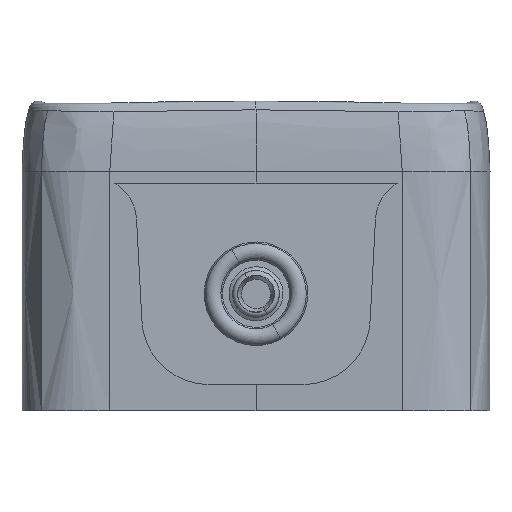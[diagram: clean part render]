
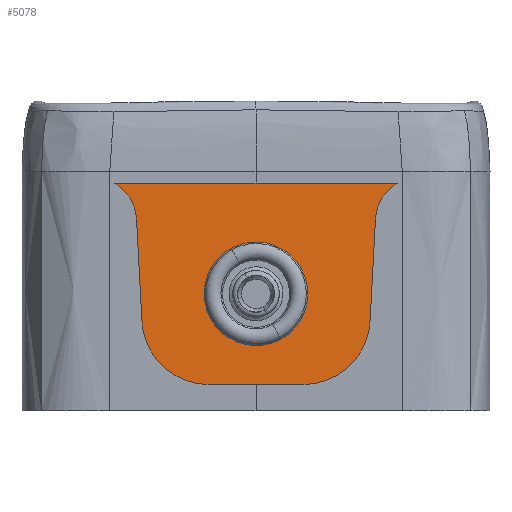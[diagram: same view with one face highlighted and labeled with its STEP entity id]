
A CAD part, front view. The second image highlights one B-rep face of the part: STEP entity #5078.
In plain terms, the highlighted planar face has unit normal (0, 1, -0.026).
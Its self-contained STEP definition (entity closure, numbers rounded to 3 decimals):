
#4963=AXIS2_PLACEMENT_3D('Plane Axis2P3D',#4960,#4961,#4962) ;
#5062=AXIS2_PLACEMENT_3D('Circle Axis2P3D',#5060,#5061,$) ;
#5071=AXIS2_PLACEMENT_3D('Circle Axis2P3D',#5069,#5070,$) ;
#680=CARTESIAN_POINT('Vertex',(0.,-40.,38.952)) ;
#683=CARTESIAN_POINT('Line Origine',(-12.086,-40.,38.952)) ;
#687=CARTESIAN_POINT('Vertex',(-24.172,-40.,38.952)) ;
#4960=CARTESIAN_POINT('Axis2P3D Location',(0.,-41.,0.764)) ;
#4966=CARTESIAN_POINT('Control Point',(24.172,-40.,38.952)) ;
#4967=CARTESIAN_POINT('Control Point',(23.416,-40.012,38.51)) ;
#4968=CARTESIAN_POINT('Control Point',(22.724,-40.026,37.96)) ;
#4969=CARTESIAN_POINT('Control Point',(22.116,-40.043,37.312)) ;
#4970=CARTESIAN_POINT('Control Point',(21.249,-40.076,36.067)) ;
#4971=CARTESIAN_POINT('Control Point',(20.714,-40.113,34.655)) ;
#4972=CARTESIAN_POINT('Control Point',(20.552,-40.129,34.045)) ;
#4973=CARTESIAN_POINT('Control Point',(20.455,-40.145,33.423)) ;
#4974=CARTESIAN_POINT('Control Point',(20.422,-40.161,32.797)) ;
#4975=CARTESIAN_POINT('Vertex',(24.172,-40.,38.952)) ;
#4977=CARTESIAN_POINT('Vertex',(20.422,-40.161,32.797)) ;
#4980=CARTESIAN_POINT('Line Origine',(19.966,-40.389,24.098)) ;
#4984=CARTESIAN_POINT('Vertex',(19.51,-40.617,15.398)) ;
#4988=CARTESIAN_POINT('Control Point',(8.026,-40.902,4.5)) ;
#4989=CARTESIAN_POINT('Control Point',(9.36,-40.902,4.5)) ;
#4990=CARTESIAN_POINT('Control Point',(10.694,-40.897,4.693)) ;
#4991=CARTESIAN_POINT('Control Point',(11.99,-40.887,5.08)) ;
#4992=CARTESIAN_POINT('Control Point',(14.435,-40.857,6.219)) ;
#4993=CARTESIAN_POINT('Control Point',(16.454,-40.81,8.005)) ;
#4994=CARTESIAN_POINT('Control Point',(17.327,-40.783,9.04)) ;
#4995=CARTESIAN_POINT('Control Point',(18.476,-40.735,10.894)) ;
#4996=CARTESIAN_POINT('Control Point',(19.16,-40.681,12.95)) ;
#4997=CARTESIAN_POINT('Control Point',(19.35,-40.66,13.756)) ;
#4998=CARTESIAN_POINT('Control Point',(19.467,-40.638,14.575)) ;
#4999=CARTESIAN_POINT('Control Point',(19.51,-40.617,15.398)) ;
#5000=CARTESIAN_POINT('Vertex',(8.026,-40.902,4.5)) ;
#5003=CARTESIAN_POINT('Line Origine',(0.,-40.902,4.5)) ;
#5007=CARTESIAN_POINT('Vertex',(-8.026,-40.902,4.5)) ;
#5011=CARTESIAN_POINT('Control Point',(-8.026,-40.902,4.5)) ;
#5012=CARTESIAN_POINT('Control Point',(-9.36,-40.902,4.5)) ;
#5013=CARTESIAN_POINT('Control Point',(-10.694,-40.897,4.693)) ;
#5014=CARTESIAN_POINT('Control Point',(-11.99,-40.887,5.08)) ;
#5015=CARTESIAN_POINT('Control Point',(-14.435,-40.857,6.219)) ;
#5016=CARTESIAN_POINT('Control Point',(-16.454,-40.81,8.005)) ;
#5017=CARTESIAN_POINT('Control Point',(-17.327,-40.783,9.04)) ;
#5018=CARTESIAN_POINT('Control Point',(-18.476,-40.735,10.894)) ;
#5019=CARTESIAN_POINT('Control Point',(-19.16,-40.681,12.95)) ;
#5020=CARTESIAN_POINT('Control Point',(-19.35,-40.66,13.756)) ;
#5021=CARTESIAN_POINT('Control Point',(-19.467,-40.638,14.575)) ;
#5022=CARTESIAN_POINT('Control Point',(-19.51,-40.617,15.398)) ;
#5023=CARTESIAN_POINT('Vertex',(-19.51,-40.617,15.398)) ;
#5026=CARTESIAN_POINT('Line Origine',(-19.966,-40.389,24.098)) ;
#5030=CARTESIAN_POINT('Vertex',(-20.422,-40.161,32.797)) ;
#5034=CARTESIAN_POINT('Control Point',(-24.172,-40.,38.952)) ;
#5035=CARTESIAN_POINT('Control Point',(-23.416,-40.012,38.51)) ;
#5036=CARTESIAN_POINT('Control Point',(-22.724,-40.026,37.96)) ;
#5037=CARTESIAN_POINT('Control Point',(-22.116,-40.043,37.312)) ;
#5038=CARTESIAN_POINT('Control Point',(-21.249,-40.076,36.067)) ;
#5039=CARTESIAN_POINT('Control Point',(-20.714,-40.113,34.655)) ;
#5040=CARTESIAN_POINT('Control Point',(-20.552,-40.129,34.045)) ;
#5041=CARTESIAN_POINT('Control Point',(-20.455,-40.145,33.423)) ;
#5042=CARTESIAN_POINT('Control Point',(-20.422,-40.161,32.797)) ;
#5044=CARTESIAN_POINT('Line Origine',(12.086,-40.,38.952)) ;
#5060=CARTESIAN_POINT('Axis2P3D Location',(0.,-40.496,20.021)) ;
#5064=CARTESIAN_POINT('Vertex',(4.247,-40.699,12.249)) ;
#5066=CARTESIAN_POINT('Vertex',(-4.247,-40.292,27.792)) ;
#5069=CARTESIAN_POINT('Axis2P3D Location',(0.,-40.496,20.021)) ;
#684=DIRECTION('Vector Direction',(1.,0.,0.)) ;
#4961=DIRECTION('Axis2P3D Direction',(0.,1.,-0.026)) ;
#4962=DIRECTION('Axis2P3D XDirection',(0.,0.026,1.)) ;
#4981=DIRECTION('Vector Direction',(-0.052,-0.026,-0.998)) ;
#5004=DIRECTION('Vector Direction',(-1.,0.,0.)) ;
#5027=DIRECTION('Vector Direction',(0.052,-0.026,-0.998)) ;
#5045=DIRECTION('Vector Direction',(1.,0.,0.)) ;
#5061=DIRECTION('Axis2P3D Direction',(0.,1.,-0.026)) ;
#5070=DIRECTION('Axis2P3D Direction',(0.,1.,-0.026)) ;
#685=VECTOR('Line Direction',#684,1.) ;
#4982=VECTOR('Line Direction',#4981,1.) ;
#5005=VECTOR('Line Direction',#5004,1.) ;
#5028=VECTOR('Line Direction',#5027,1.) ;
#5046=VECTOR('Line Direction',#5045,1.) ;
#5050=ORIENTED_EDGE('',*,*,#4979,.T.) ;
#5051=ORIENTED_EDGE('',*,*,#4986,.T.) ;
#5052=ORIENTED_EDGE('',*,*,#5002,.F.) ;
#5053=ORIENTED_EDGE('',*,*,#5009,.T.) ;
#5054=ORIENTED_EDGE('',*,*,#5025,.T.) ;
#5055=ORIENTED_EDGE('',*,*,#5032,.F.) ;
#5056=ORIENTED_EDGE('',*,*,#5043,.F.) ;
#5057=ORIENTED_EDGE('',*,*,#689,.T.) ;
#5058=ORIENTED_EDGE('',*,*,#5048,.T.) ;
#5075=ORIENTED_EDGE('',*,*,#5068,.T.) ;
#5076=ORIENTED_EDGE('',*,*,#5073,.T.) ;
#5077=FACE_BOUND('',#5074,.T.) ;
#5078=ADVANCED_FACE('Surface.1',(#5059,#5077),#4964,.T.) ;
#4965=B_SPLINE_CURVE_WITH_KNOTS('',5,(#4966,#4967,#4968,#4969,#4970,#4971,#4972,#4973,#4974),.UNSPECIFIED.,.F.,.U.,(6,3,6),(0.582,8.167,13.593),.UNSPECIFIED.) ;
#4987=B_SPLINE_CURVE_WITH_KNOTS('',5,(#4988,#4989,#4990,#4991,#4992,#4993,#4994,#4995,#4996,#4997,#4998,#4999),.UNSPECIFIED.,.F.,.U.,(6,3,3,6),(0.,11.552,23.112,30.25),.UNSPECIFIED.) ;
#5010=B_SPLINE_CURVE_WITH_KNOTS('',5,(#5011,#5012,#5013,#5014,#5015,#5016,#5017,#5018,#5019,#5020,#5021,#5022),.UNSPECIFIED.,.F.,.U.,(6,3,3,6),(0.,11.552,23.112,30.25),.UNSPECIFIED.) ;
#5033=B_SPLINE_CURVE_WITH_KNOTS('',5,(#5034,#5035,#5036,#5037,#5038,#5039,#5040,#5041,#5042),.UNSPECIFIED.,.F.,.U.,(6,3,6),(0.582,8.167,13.593),.UNSPECIFIED.) ;
#5063=CIRCLE('generated circle',#5062,8.859) ;
#5072=CIRCLE('generated circle',#5071,8.859) ;
#689=EDGE_CURVE('',#688,#681,#686,.T.) ;
#4979=EDGE_CURVE('',#4976,#4978,#4965,.T.) ;
#4986=EDGE_CURVE('',#4978,#4985,#4983,.T.) ;
#5002=EDGE_CURVE('',#5001,#4985,#4987,.T.) ;
#5009=EDGE_CURVE('',#5001,#5008,#5006,.T.) ;
#5025=EDGE_CURVE('',#5008,#5024,#5010,.T.) ;
#5032=EDGE_CURVE('',#5031,#5024,#5029,.T.) ;
#5043=EDGE_CURVE('',#688,#5031,#5033,.T.) ;
#5048=EDGE_CURVE('',#681,#4976,#5047,.T.) ;
#5068=EDGE_CURVE('',#5065,#5067,#5063,.F.) ;
#5073=EDGE_CURVE('',#5067,#5065,#5072,.F.) ;
#5049=EDGE_LOOP('',(#5050,#5051,#5052,#5053,#5054,#5055,#5056,#5057,#5058)) ;
#5074=EDGE_LOOP('',(#5075,#5076)) ;
#5059=FACE_OUTER_BOUND('',#5049,.T.) ;
#686=LINE('Line',#683,#685) ;
#4983=LINE('Line',#4980,#4982) ;
#5006=LINE('Line',#5003,#5005) ;
#5029=LINE('Line',#5026,#5028) ;
#5047=LINE('Line',#5044,#5046) ;
#4964=PLANE('',#4963) ;
#681=VERTEX_POINT('',#680) ;
#688=VERTEX_POINT('',#687) ;
#4976=VERTEX_POINT('',#4975) ;
#4978=VERTEX_POINT('',#4977) ;
#4985=VERTEX_POINT('',#4984) ;
#5001=VERTEX_POINT('',#5000) ;
#5008=VERTEX_POINT('',#5007) ;
#5024=VERTEX_POINT('',#5023) ;
#5031=VERTEX_POINT('',#5030) ;
#5065=VERTEX_POINT('',#5064) ;
#5067=VERTEX_POINT('',#5066) ;
